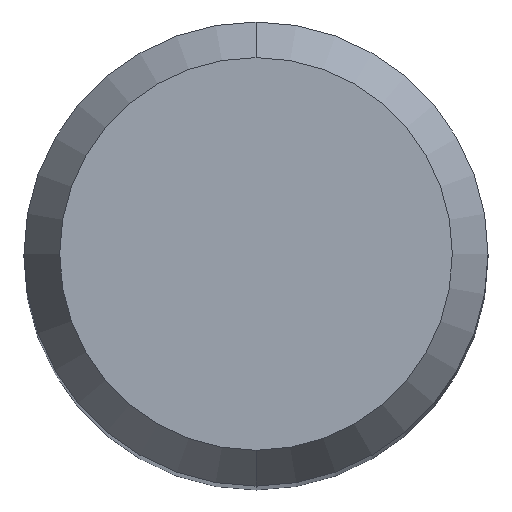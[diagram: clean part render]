
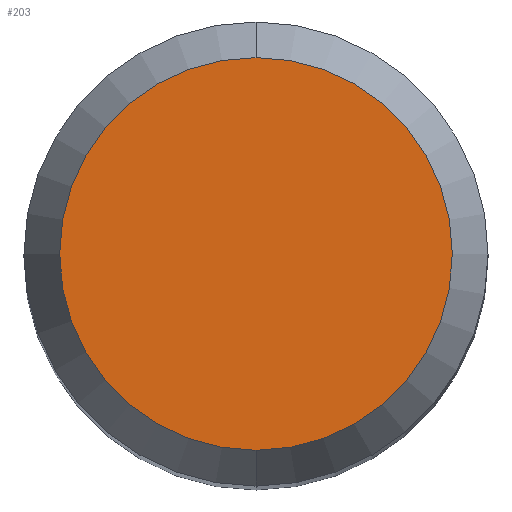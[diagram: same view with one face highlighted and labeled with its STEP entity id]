
A CAD part, top view. The second image highlights one B-rep face of the part: STEP entity #203.
In plain terms, the highlighted planar face has unit normal (0, 0, 1).
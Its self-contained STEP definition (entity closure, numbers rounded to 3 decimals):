
#203=ADVANCED_FACE('',(#481),#482,.T.);
#205=VERTEX_POINT('',#484);
#317=EDGE_CURVE('',#205,#343,#609,.T.);
#343=VERTEX_POINT('',#637);
#351=EDGE_CURVE('',#343,#205,#645,.T.);
#481=FACE_OUTER_BOUND('',#815,.T.);
#482=PLANE('',#816);
#484=CARTESIAN_POINT('',(0.0,2.538,28.588));
#609=CIRCLE('',#1113,2.538);
#637=CARTESIAN_POINT('',(0.,-2.538,28.588));
#645=CIRCLE('',#1170,2.538);
#815=EDGE_LOOP('',(#1384,#1385));
#816=AXIS2_PLACEMENT_3D('',#1386,#1387,#1388);
#1113=AXIS2_PLACEMENT_3D('',#1535,#1536,#1537);
#1170=AXIS2_PLACEMENT_3D('',#1576,#1577,#1578);
#1384=ORIENTED_EDGE('',*,*,#317,.F.);
#1385=ORIENTED_EDGE('',*,*,#351,.F.);
#1386=CARTESIAN_POINT('',(0.0,1.269,28.588));
#1387=DIRECTION('',(-0.0,0.0,1.0));
#1388=DIRECTION('',(0.0,-1.0,0.0));
#1535=CARTESIAN_POINT('',(0.0,0.0,28.588));
#1536=DIRECTION('',(0.0,0.0,-1.0));
#1537=DIRECTION('',(0.0,1.0,0.0));
#1576=CARTESIAN_POINT('',(0.0,0.0,28.588));
#1577=DIRECTION('',(0.0,0.0,-1.0));
#1578=DIRECTION('',(0.0,1.0,0.0));
